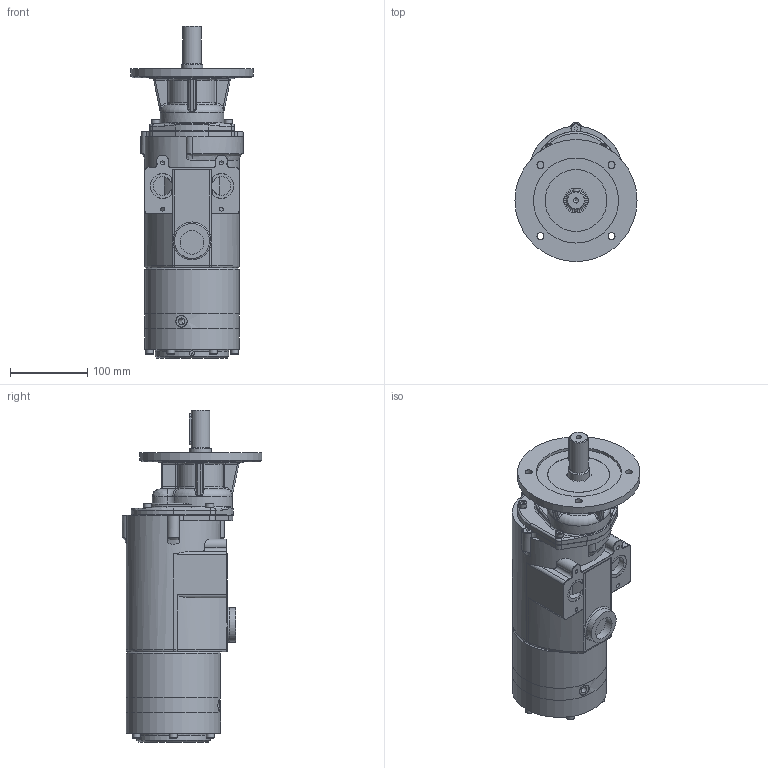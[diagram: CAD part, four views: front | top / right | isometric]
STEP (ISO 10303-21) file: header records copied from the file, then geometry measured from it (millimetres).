
FILE_DESCRIPTION((''),'2;1');
FILE_NAME('MUB 300-1400_29701815.stp','2012-05-15T15:24:04',('ibasyouni'),(''),'Autodesk Inventor 2008','Autodesk Inventor 2008','');
FILE_SCHEMA(('AUTOMOTIVE_DESIGN { 1 0 10303 214 1 1 1 1 }'));
Length unit declared in the file: millimetre
Products named in the file (1): Bauteil3_1
Bounding box: 158 x 180.25 x 429.5 mm (x, y, z)
Volume: 4249448.6 mm3; surface area: 232979.5 mm2
Topology: 1 solids, 1 shells, 507 faces, 1236 edges, 768 vertices
Faces by surface type: plane 199, cylinder 161, bspline 81, torus 41, cone 25
Full cylindrical faces by diameter (mm): 3 x2, 4.917 x6, 6.647 x2, 8.566 x1, 9 x4, 10 x11, 11 x5, 12 x3, 15 x1, 24 x1, 28 x1, 28.802 x1, 29 x1, 30.291 x1, 32 x1, 38.198 x1, 40 x1, 45 x1, 80 x1, 95 x1, 110 x2, 114 x2, 122 x3, 158 x1
Entity records: 23734 total; most frequent: CARTESIAN_POINT 12683, ORIENTED_EDGE 2194, DIRECTION 2188, EDGE_CURVE 1097, AXIS2_PLACEMENT_3D 890, VERTEX_POINT 725, EDGE_LOOP 648, FACE_OUTER_BOUND 507
